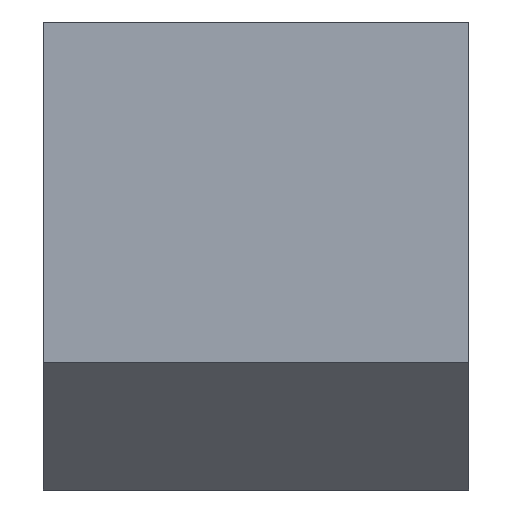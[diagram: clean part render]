
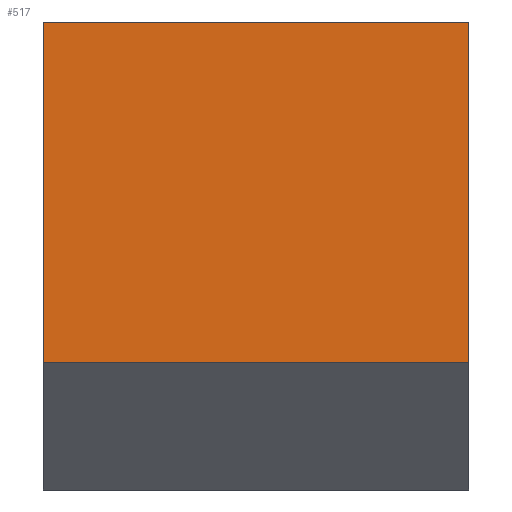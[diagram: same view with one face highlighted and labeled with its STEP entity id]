
A CAD part, front view. The second image highlights one B-rep face of the part: STEP entity #517.
In plain terms, the highlighted planar face has unit normal (0, -1, 0).
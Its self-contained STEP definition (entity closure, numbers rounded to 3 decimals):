
#30=LINE('',#785,#48);
#33=LINE('',#841,#51);
#37=LINE('',#884,#55);
#41=LINE('',#901,#59);
#48=VECTOR('',#612,32.);
#51=VECTOR('',#679,40.);
#55=VECTOR('',#729,32.);
#59=VECTOR('',#757,40.);
#66=PLANE('',#594);
#142=FACE_OUTER_BOUND('',#218,.T.);
#218=EDGE_LOOP('',(#442,#443,#444,#445));
#262=VERTEX_POINT('',#782);
#263=VERTEX_POINT('',#784);
#284=VERTEX_POINT('',#839);
#300=VERTEX_POINT('',#882);
#308=EDGE_CURVE('',#262,#263,#30,.T.);
#330=EDGE_CURVE('',#284,#262,#33,.T.);
#347=EDGE_CURVE('',#284,#300,#37,.T.);
#351=EDGE_CURVE('',#300,#263,#41,.T.);
#442=ORIENTED_EDGE('',*,*,#347,.T.);
#443=ORIENTED_EDGE('',*,*,#351,.T.);
#444=ORIENTED_EDGE('',*,*,#308,.F.);
#445=ORIENTED_EDGE('',*,*,#330,.F.);
#517=ADVANCED_FACE('',(#142),#66,.T.);
#594=AXIS2_PLACEMENT_3D('',#902,#758,#759);
#612=DIRECTION('',(0.,0.,-1.));
#679=DIRECTION('',(1.,0.,0.));
#729=DIRECTION('',(0.,0.,-1.));
#757=DIRECTION('',(1.,0.,0.));
#758=DIRECTION('center_axis',(0.,-1.,0.));
#759=DIRECTION('ref_axis',(0.,0.,-1.));
#782=CARTESIAN_POINT('',(40.,-31.,44.));
#784=CARTESIAN_POINT('',(40.,-31.,12.));
#785=CARTESIAN_POINT('',(40.,-31.,44.));
#839=CARTESIAN_POINT('',(0.,-31.,44.));
#841=CARTESIAN_POINT('',(0.,-31.,44.));
#882=CARTESIAN_POINT('',(0.,-31.,12.));
#884=CARTESIAN_POINT('',(0.,-31.,44.));
#901=CARTESIAN_POINT('',(0.,-31.,12.));
#902=CARTESIAN_POINT('Origin',(0.,-31.,44.));
